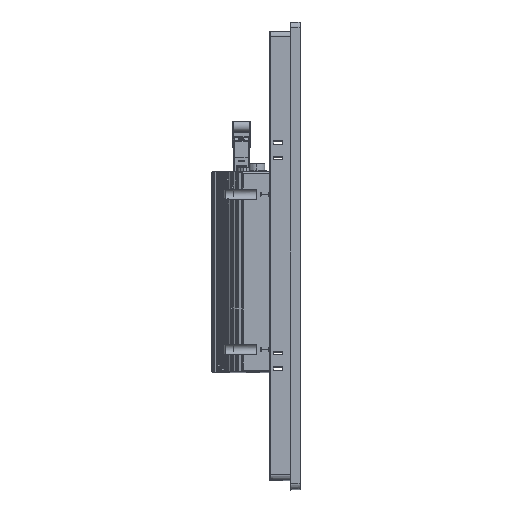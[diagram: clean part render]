
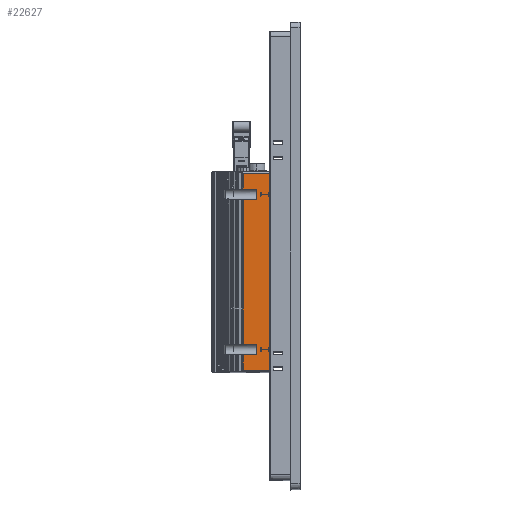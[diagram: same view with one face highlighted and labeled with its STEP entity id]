
A CAD part, top view. The second image highlights one B-rep face of the part: STEP entity #22627.
In plain terms, the highlighted planar face has unit normal (0, 0, 1).
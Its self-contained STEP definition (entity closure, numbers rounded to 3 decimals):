
#352 = ORIENTED_EDGE ( 'NONE', *, *, #23994, .T. ) ;
#1493 = CARTESIAN_POINT ( 'NONE',  ( -21.56, -89.952, 133. ) ) ;
#2832 = LINE ( 'NONE', #79934, #164209 ) ;
#7403 = CARTESIAN_POINT ( 'NONE',  ( -42.14, -88.804, 133. ) ) ;
#8451 = EDGE_CURVE ( 'NONE', #77685, #139230, #21588, .T. ) ;
#10208 = VECTOR ( 'NONE', #151661, 1000. ) ;
#11583 = DIRECTION ( 'NONE',  ( 0., -1., 0. ) ) ;
#13013 = EDGE_CURVE ( 'NONE', #123939, #61005, #2832, .T. ) ;
#13977 = CARTESIAN_POINT ( 'NONE',  ( -42.14, -89.952, 133. ) ) ;
#16015 = VERTEX_POINT ( 'NONE', #86137 ) ;
#17141 = LINE ( 'NONE', #66098, #39638 ) ;
#21372 = DIRECTION ( 'NONE',  ( -1., 0., 0. ) ) ;
#21518 = VERTEX_POINT ( 'NONE', #73384 ) ;
#21588 = LINE ( 'NONE', #122831, #139327 ) ;
#22127 = CARTESIAN_POINT ( 'NONE',  ( -21.56, 63.948, 133. ) ) ;
#22627 = ADVANCED_FACE ( 'NONE', ( #64108 ), #26012, .T. ) ;
#22629 = ORIENTED_EDGE ( 'NONE', *, *, #96031, .T. ) ;
#23994 = EDGE_CURVE ( 'NONE', #137656, #123939, #57029, .T. ) ;
#26012 = PLANE ( 'NONE',  #136633 ) ;
#26028 = ORIENTED_EDGE ( 'NONE', *, *, #82553, .T. ) ;
#26568 = LINE ( 'NONE', #127808, #26740 ) ;
#26740 = VECTOR ( 'NONE', #105338, 1000. ) ;
#32084 = EDGE_CURVE ( 'NONE', #82322, #127204, #151322, .T. ) ;
#32478 = ORIENTED_EDGE ( 'NONE', *, *, #50527, .F. ) ;
#34692 = CARTESIAN_POINT ( 'NONE',  ( -41.087, -88.852, 133. ) ) ;
#36373 = LINE ( 'NONE', #1493, #10208 ) ;
#37225 = ORIENTED_EDGE ( 'NONE', *, *, #92990, .T. ) ;
#37410 = LINE ( 'NONE', #87987, #40099 ) ;
#39638 = VECTOR ( 'NONE', #130842, 1000. ) ;
#40099 = VECTOR ( 'NONE', #138614, 1000. ) ;
#41573 = ORIENTED_EDGE ( 'NONE', *, *, #92221, .F. ) ;
#42885 = ORIENTED_EDGE ( 'NONE', *, *, #159945, .T. ) ;
#43163 = CARTESIAN_POINT ( 'NONE',  ( -42.14, 43.548, 133. ) ) ;
#46901 = CARTESIAN_POINT ( 'NONE',  ( -42.14, 51.548, 133. ) ) ;
#48677 = EDGE_CURVE ( 'NONE', #143264, #153056, #147441, .T. ) ;
#49544 = CARTESIAN_POINT ( 'NONE',  ( -40.56, -88.852, 133. ) ) ;
#50369 = CARTESIAN_POINT ( 'NONE',  ( -42.14, -88.804, 133. ) ) ;
#50527 = EDGE_CURVE ( 'NONE', #16015, #21518, #84858, .T. ) ;
#51695 = CARTESIAN_POINT ( 'NONE',  ( -42.14, -89.952, 133. ) ) ;
#52465 = DIRECTION ( 'NONE',  ( 0., 0., 1. ) ) ;
#53351 = DIRECTION ( 'NONE',  ( 0., -1., 0. ) ) ;
#56129 = EDGE_CURVE ( 'NONE', #16015, #154341, #118501, .T. ) ;
#56723 = EDGE_LOOP ( 'NONE', ( #352, #122278, #75023, #136700, #37225, #63531, #22629, #87503, #41573, #83972, #32478, #129061, #26028, #42885 ) ) ;
#56865 = VECTOR ( 'NONE', #115212, 1000. ) ;
#57029 = LINE ( 'NONE', #59463, #163270 ) ;
#59463 = CARTESIAN_POINT ( 'NONE',  ( -42.14, 43.548, 133. ) ) ;
#59488 = CARTESIAN_POINT ( 'NONE',  ( -21.56, -88.852, 133. ) ) ;
#60342 = VERTEX_POINT ( 'NONE', #22127 ) ;
#61005 = VERTEX_POINT ( 'NONE', #74135 ) ;
#63531 = ORIENTED_EDGE ( 'NONE', *, *, #32084, .T. ) ;
#64108 = FACE_OUTER_BOUND ( 'NONE', #56723, .T. ) ;
#66098 = CARTESIAN_POINT ( 'NONE',  ( -42.14, -68.452, 133. ) ) ;
#69292 = EDGE_CURVE ( 'NONE', #60342, #21518, #26568, .T. ) ;
#72483 = DIRECTION ( 'NONE',  ( -1., 0., 0. ) ) ;
#73384 = CARTESIAN_POINT ( 'NONE',  ( -40.56, 63.948, 133. ) ) ;
#74135 = CARTESIAN_POINT ( 'NONE',  ( -42.14, -68.452, 133. ) ) ;
#74166 = CARTESIAN_POINT ( 'NONE',  ( -42.14, -89.952, 133. ) ) ;
#75023 = ORIENTED_EDGE ( 'NONE', *, *, #157157, .T. ) ;
#76125 = CARTESIAN_POINT ( 'NONE',  ( -41.614, -88.836, 133. ) ) ;
#77646 = CARTESIAN_POINT ( 'NONE',  ( -31.56, -89.952, 133. ) ) ;
#77685 = VERTEX_POINT ( 'NONE', #125364 ) ;
#79934 = CARTESIAN_POINT ( 'NONE',  ( -42.14, -89.952, 133. ) ) ;
#81029 = VECTOR ( 'NONE', #152982, 1000. ) ;
#82322 = VERTEX_POINT ( 'NONE', #134527 ) ;
#82553 = EDGE_CURVE ( 'NONE', #154341, #162073, #37410, .T. ) ;
#83462 = CARTESIAN_POINT ( 'NONE',  ( -31.56, -76.452, 133. ) ) ;
#83972 = ORIENTED_EDGE ( 'NONE', *, *, #69292, .T. ) ;
#84835 = VECTOR ( 'NONE', #153181, 1000. ) ;
#84858 = B_SPLINE_CURVE_WITH_KNOTS ( 'NONE', 3,
 ( #130013, #104284, #154887, #153258 ),
 .UNSPECIFIED., .F., .F.,
 ( 4, 4 ),
 ( 0., 0.002 ),
 .UNSPECIFIED. ) ;
#86137 = CARTESIAN_POINT ( 'NONE',  ( -42.14, 63.9, 133. ) ) ;
#87179 = B_SPLINE_CURVE_WITH_KNOTS ( 'NONE', 3,
 ( #50369, #76125, #34692, #49544 ),
 .UNSPECIFIED., .F., .F.,
 ( 4, 4 ),
 ( 0., 0.002 ),
 .UNSPECIFIED. ) ;
#87503 = ORIENTED_EDGE ( 'NONE', *, *, #48677, .T. ) ;
#87987 = CARTESIAN_POINT ( 'NONE',  ( -42.14, 51.548, 133. ) ) ;
#92221 = EDGE_CURVE ( 'NONE', #60342, #153056, #36373, .T. ) ;
#92990 = EDGE_CURVE ( 'NONE', #139230, #82322, #99003, .T. ) ;
#96031 = EDGE_CURVE ( 'NONE', #127204, #143264, #87179, .T. ) ;
#97648 = CARTESIAN_POINT ( 'NONE',  ( -42.14, -88.852, 133. ) ) ;
#99003 = LINE ( 'NONE', #162887, #150773 ) ;
#104284 = CARTESIAN_POINT ( 'NONE',  ( -41.614, 63.932, 133. ) ) ;
#105338 = DIRECTION ( 'NONE',  ( -1., 0., 0. ) ) ;
#115212 = DIRECTION ( 'NONE',  ( 0., -1., 0. ) ) ;
#118321 = CARTESIAN_POINT ( 'NONE',  ( -31.56, 51.548, 133. ) ) ;
#118345 = CARTESIAN_POINT ( 'NONE',  ( -31.56, 43.548, 133. ) ) ;
#118501 = LINE ( 'NONE', #13977, #56865 ) ;
#122278 = ORIENTED_EDGE ( 'NONE', *, *, #13013, .T. ) ;
#122831 = CARTESIAN_POINT ( 'NONE',  ( -31.56, -89.952, 133. ) ) ;
#123404 = DIRECTION ( 'NONE',  ( 1., 0., 0. ) ) ;
#123939 = VERTEX_POINT ( 'NONE', #43163 ) ;
#125364 = CARTESIAN_POINT ( 'NONE',  ( -31.56, -68.452, 133. ) ) ;
#126660 = LINE ( 'NONE', #77646, #84835 ) ;
#127204 = VERTEX_POINT ( 'NONE', #7403 ) ;
#127808 = CARTESIAN_POINT ( 'NONE',  ( -42.14, 63.948, 133. ) ) ;
#129061 = ORIENTED_EDGE ( 'NONE', *, *, #56129, .T. ) ;
#129693 = CARTESIAN_POINT ( 'NONE',  ( -40.56, -88.852, 133. ) ) ;
#130013 = CARTESIAN_POINT ( 'NONE',  ( -42.14, 63.9, 133. ) ) ;
#130842 = DIRECTION ( 'NONE',  ( 1., 0., 0. ) ) ;
#134527 = CARTESIAN_POINT ( 'NONE',  ( -42.14, -76.452, 133. ) ) ;
#136633 = AXIS2_PLACEMENT_3D ( 'NONE', #74166, #52465, #153776 ) ;
#136700 = ORIENTED_EDGE ( 'NONE', *, *, #8451, .T. ) ;
#137656 = VERTEX_POINT ( 'NONE', #118345 ) ;
#138614 = DIRECTION ( 'NONE',  ( 1., 0., 0. ) ) ;
#139230 = VERTEX_POINT ( 'NONE', #83462 ) ;
#139327 = VECTOR ( 'NONE', #11583, 1000. ) ;
#143264 = VERTEX_POINT ( 'NONE', #129693 ) ;
#147441 = LINE ( 'NONE', #97648, #155121 ) ;
#150773 = VECTOR ( 'NONE', #72483, 1000. ) ;
#151322 = LINE ( 'NONE', #51695, #81029 ) ;
#151661 = DIRECTION ( 'NONE',  ( 0., -1., 0. ) ) ;
#152982 = DIRECTION ( 'NONE',  ( 0., -1., 0. ) ) ;
#153056 = VERTEX_POINT ( 'NONE', #59488 ) ;
#153181 = DIRECTION ( 'NONE',  ( 0., -1., 0. ) ) ;
#153258 = CARTESIAN_POINT ( 'NONE',  ( -40.56, 63.948, 133. ) ) ;
#153776 = DIRECTION ( 'NONE',  ( 1., 0., 0. ) ) ;
#154341 = VERTEX_POINT ( 'NONE', #46901 ) ;
#154887 = CARTESIAN_POINT ( 'NONE',  ( -41.087, 63.948, 133. ) ) ;
#155121 = VECTOR ( 'NONE', #123404, 1000. ) ;
#157157 = EDGE_CURVE ( 'NONE', #61005, #77685, #17141, .T. ) ;
#159945 = EDGE_CURVE ( 'NONE', #162073, #137656, #126660, .T. ) ;
#162073 = VERTEX_POINT ( 'NONE', #118321 ) ;
#162887 = CARTESIAN_POINT ( 'NONE',  ( -42.14, -76.452, 133. ) ) ;
#163270 = VECTOR ( 'NONE', #21372, 1000. ) ;
#164209 = VECTOR ( 'NONE', #53351, 1000. ) ;
